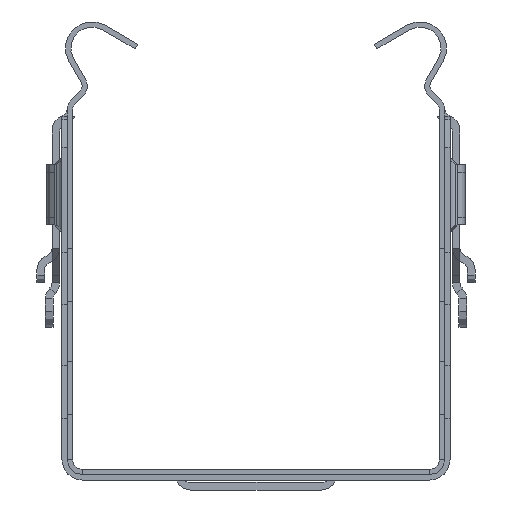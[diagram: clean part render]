
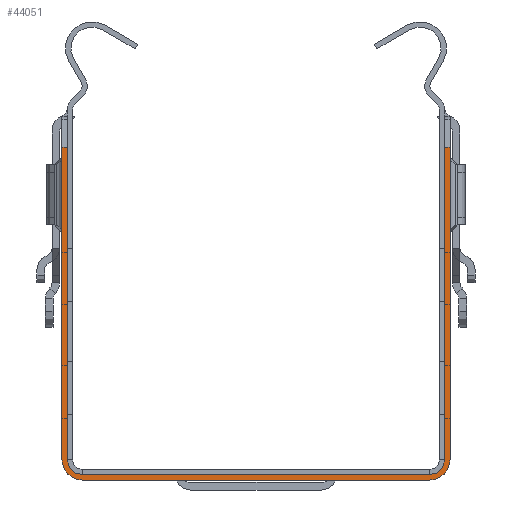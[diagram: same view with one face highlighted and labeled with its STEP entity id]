
A CAD part, front view. The second image highlights one B-rep face of the part: STEP entity #44051.
In plain terms, the highlighted planar face has unit normal (0, -1, 0).
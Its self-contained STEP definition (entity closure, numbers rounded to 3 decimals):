
#3127=CIRCLE('',#48301,2.7);
#3128=CIRCLE('',#48304,2.7);
#3130=CIRCLE('',#48308,1.99);
#3132=CIRCLE('',#48312,1.99);
#4183=PLANE('',#48313);
#6273=FACE_OUTER_BOUND('',#8552,.T.);
#8552=EDGE_LOOP('',(#37492,#37493,#37494,#37495,#37496,#37497,#37498,#37499,
#37500,#37501,#37502,#37503));
#9488=LINE('',#61197,#13622);
#9526=LINE('',#61376,#13660);
#13217=LINE('',#72768,#17351);
#13236=LINE('',#72814,#17370);
#13243=LINE('',#72834,#17377);
#13508=LINE('',#73598,#17642);
#13510=LINE('',#73604,#17644);
#13515=LINE('',#73618,#17649);
#13622=VECTOR('',#48448,10.);
#13660=VECTOR('',#48534,10.);
#17351=VECTOR('',#59921,10.);
#17370=VECTOR('',#59970,10.);
#17377=VECTOR('',#59989,10.);
#17642=VECTOR('',#60792,10.);
#17644=VECTOR('',#60800,10.);
#17649=VECTOR('',#60813,10.);
#17799=VERTEX_POINT('',#61194);
#17800=VERTEX_POINT('',#61196);
#17844=VERTEX_POINT('',#61349);
#17857=VERTEX_POINT('',#61374);
#21650=VERTEX_POINT('',#72766);
#21662=VERTEX_POINT('',#72813);
#21669=VERTEX_POINT('',#72832);
#21898=VERTEX_POINT('',#73593);
#21899=VERTEX_POINT('',#73597);
#21900=VERTEX_POINT('',#73603);
#21903=VERTEX_POINT('',#73611);
#21905=VERTEX_POINT('',#73617);
#22004=EDGE_CURVE('',#17800,#17799,#9488,.T.);
#22067=EDGE_CURVE('',#17844,#17857,#9526,.T.);
#27736=EDGE_CURVE('',#17799,#21650,#13217,.T.);
#27759=EDGE_CURVE('',#21662,#17844,#13236,.T.);
#27770=EDGE_CURVE('',#21650,#21669,#13243,.T.);
#28153=EDGE_CURVE('',#21898,#17800,#3127,.T.);
#28155=EDGE_CURVE('',#21899,#21898,#13508,.T.);
#28157=EDGE_CURVE('',#17857,#21899,#3128,.T.);
#28158=EDGE_CURVE('',#21900,#21662,#13510,.T.);
#28162=EDGE_CURVE('',#21903,#21900,#3130,.T.);
#28165=EDGE_CURVE('',#21905,#21903,#13515,.T.);
#28168=EDGE_CURVE('',#21669,#21905,#3132,.T.);
#37492=ORIENTED_EDGE('',*,*,#27759,.T.);
#37493=ORIENTED_EDGE('',*,*,#22067,.T.);
#37494=ORIENTED_EDGE('',*,*,#28157,.T.);
#37495=ORIENTED_EDGE('',*,*,#28155,.T.);
#37496=ORIENTED_EDGE('',*,*,#28153,.T.);
#37497=ORIENTED_EDGE('',*,*,#22004,.T.);
#37498=ORIENTED_EDGE('',*,*,#27736,.T.);
#37499=ORIENTED_EDGE('',*,*,#27770,.T.);
#37500=ORIENTED_EDGE('',*,*,#28168,.T.);
#37501=ORIENTED_EDGE('',*,*,#28165,.T.);
#37502=ORIENTED_EDGE('',*,*,#28162,.T.);
#37503=ORIENTED_EDGE('',*,*,#28158,.T.);
#44051=ADVANCED_FACE('',(#6273),#4183,.T.);
#48301=AXIS2_PLACEMENT_3D('',#73594,#60787,#60788);
#48304=AXIS2_PLACEMENT_3D('',#73601,#60796,#60797);
#48308=AXIS2_PLACEMENT_3D('',#73612,#60807,#60808);
#48312=AXIS2_PLACEMENT_3D('',#73622,#60819,#60820);
#48313=AXIS2_PLACEMENT_3D('',#73623,#60821,#60822);
#48448=DIRECTION('',(0.,0.,1.));
#48534=DIRECTION('',(0.,0.,-1.));
#59921=DIRECTION('',(-1.,0.,0.));
#59970=DIRECTION('',(-1.,0.,0.));
#59989=DIRECTION('',(0.,0.,-1.));
#60787=DIRECTION('center_axis',(0.,-1.,0.));
#60788=DIRECTION('ref_axis',(0.,0.,
-1.));
#60792=DIRECTION('',(1.,0.,0.));
#60796=DIRECTION('center_axis',(0.,-1.,0.));
#60797=DIRECTION('ref_axis',(-1.,0.,0.));
#60800=DIRECTION('',(0.,0.,1.));
#60807=DIRECTION('center_axis',(0.,1.,0.));
#60808=DIRECTION('ref_axis',(1.,0.,0.));
#60813=DIRECTION('',(-1.,0.,0.));
#60819=DIRECTION('center_axis',(0.,1.,0.));
#60820=DIRECTION('ref_axis',(0.,0.,
1.));
#60821=DIRECTION('center_axis',(0.,-1.,0.));
#60822=DIRECTION('ref_axis',(0.,0.,-1.));
#61194=CARTESIAN_POINT('',(25.7,-51.,43.387));
#61196=CARTESIAN_POINT('',(25.7,-51.,2.));
#61197=CARTESIAN_POINT('',(25.7,-51.,2.));
#61349=CARTESIAN_POINT('',(-25.7,-51.,43.387));
#61374=CARTESIAN_POINT('',(-25.7,-51.,2.));
#61376=CARTESIAN_POINT('',(-25.7,-51.,48.387));
#72766=CARTESIAN_POINT('',(24.99,-51.,43.387));
#72768=CARTESIAN_POINT('',(12.495,-51.,43.387));
#72813=CARTESIAN_POINT('',(-24.99,-51.,43.387));
#72814=CARTESIAN_POINT('',(12.495,-51.,43.387));
#72832=CARTESIAN_POINT('',(24.99,-51.,2.));
#72834=CARTESIAN_POINT('',(24.99,-51.,48.397));
#73593=CARTESIAN_POINT('',(23.,-51.,-0.7));
#73594=CARTESIAN_POINT('Origin',(23.,-51.,2.));
#73597=CARTESIAN_POINT('',(-23.,-51.,-0.7));
#73598=CARTESIAN_POINT('',(-23.,-51.,-0.7));
#73601=CARTESIAN_POINT('Origin',(-23.,-51.,2.));
#73603=CARTESIAN_POINT('',(-24.99,-51.,2.));
#73604=CARTESIAN_POINT('',(-24.99,-51.,2.));
#73611=CARTESIAN_POINT('',(-23.,-51.,0.01));
#73612=CARTESIAN_POINT('Origin',(-23.,-51.,2.));
#73617=CARTESIAN_POINT('',(23.,-51.,0.01));
#73618=CARTESIAN_POINT('',(23.,-51.,0.01));
#73622=CARTESIAN_POINT('Origin',(23.,-51.,2.));
#73623=CARTESIAN_POINT('Origin',(0.,-51.,23.844));
